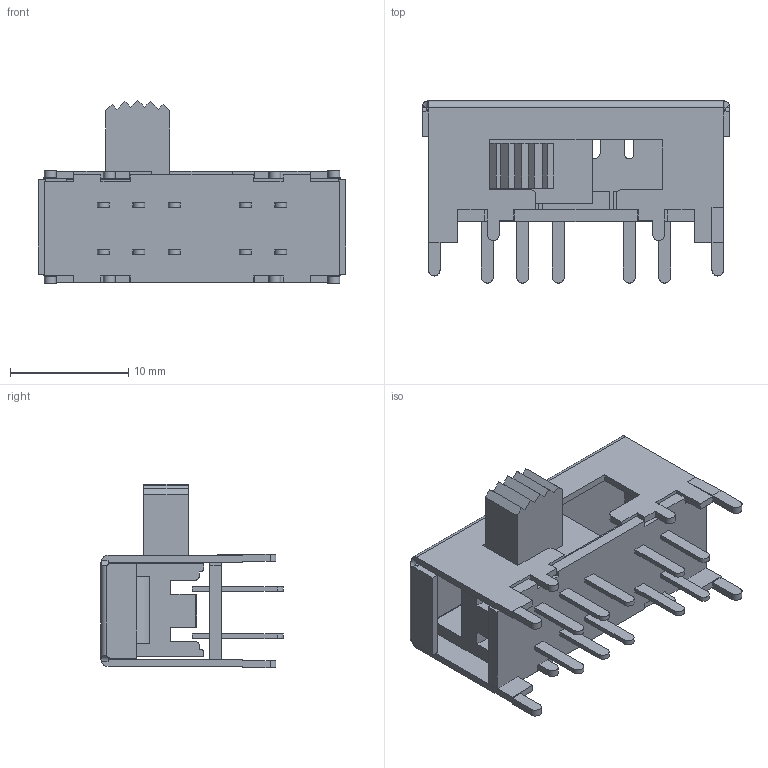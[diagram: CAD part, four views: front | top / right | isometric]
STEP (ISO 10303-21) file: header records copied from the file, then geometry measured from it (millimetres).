
FILE_DESCRIPTION (( 'STEP AP214' ), '1' );
FILE_NAME ('Same_Sky_SLW-2414894-6A-RA-S-D.step', '2025-01-07T19:06:23', ( '' ), ( '' ), 'SwSTEP 2.0', 'SolidWorks 2024', '' );
FILE_SCHEMA (( 'AUTOMOTIVE_DESIGN' ));
Length unit declared in the file: inch
Products named in the file (1): Same_Sky_SLW-2414894-6A-RA-S-D
Bounding box: 26 x 15.4 x 15.5 mm (x, y, z)
Volume: 1180.1 mm3; surface area: 3109.5 mm2
Topology: 3 solids, 3 shells, 344 faces, 925 edges, 605 vertices
Faces by surface type: plane 266, cylinder 70, bspline 8
Entity records: 10825 total; most frequent: CARTESIAN_POINT 2197, ORIENTED_EDGE 1842, DIRECTION 1653, EDGE_CURVE 921, VECTOR 767, LINE 767, VERTEX_POINT 605, AXIS2_PLACEMENT_3D 443
